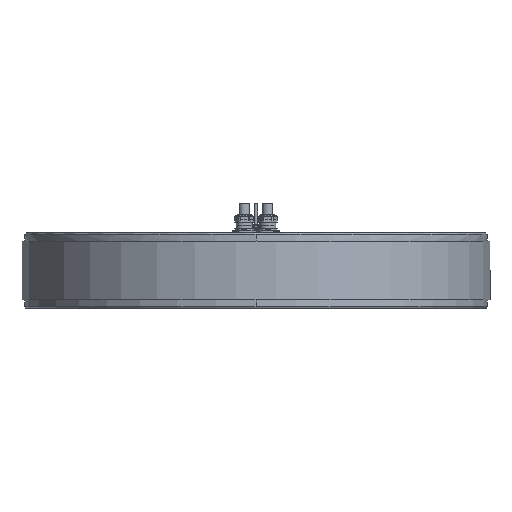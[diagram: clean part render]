
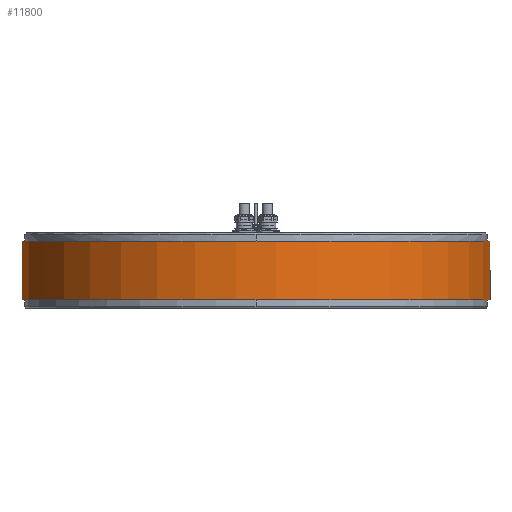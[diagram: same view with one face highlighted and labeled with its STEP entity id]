
A CAD part, front view. The second image highlights one B-rep face of the part: STEP entity #11800.
In plain terms, the highlighted cylindrical face has radius 403.5 mm (diameter 807 mm), a partial arc.
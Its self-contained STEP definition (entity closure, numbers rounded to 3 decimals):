
#576=CARTESIAN_POINT('',(0.,0.,-14.6));
#577=DIRECTION('',(0.,0.,1.));
#578=DIRECTION('',(-0.086,0.996,0.));
#579=AXIS2_PLACEMENT_3D('',#576,#577,#578);
#581=DIRECTION('',(0.,0.,1.));
#582=VECTOR('',#581,100.8);
#583=CARTESIAN_POINT('',(34.5,402.022,-115.4));
#584=LINE('',#583,#582);
#585=CARTESIAN_POINT('',(0.,0.,-115.4));
#586=DIRECTION('',(0.,0.,-1.));
#587=DIRECTION('',(0.086,0.996,0.));
#588=AXIS2_PLACEMENT_3D('',#585,#586,#587);
#590=DIRECTION('',(0.,0.,1.));
#591=VECTOR('',#590,100.8);
#592=CARTESIAN_POINT('',(-34.5,402.022,-115.4));
#593=LINE('',#592,#591);
#9382=CARTESIAN_POINT('',(-34.5,402.022,-115.4));
#9383=CARTESIAN_POINT('',(34.5,402.022,-115.4));
#9384=VERTEX_POINT('',#9382);
#9385=VERTEX_POINT('',#9383);
#9386=CARTESIAN_POINT('',(-34.5,402.022,-14.6));
#9387=CARTESIAN_POINT('',(34.5,402.022,-14.6));
#9388=VERTEX_POINT('',#9386);
#9389=VERTEX_POINT('',#9387);
#11789=CARTESIAN_POINT('',(0.,0.,-9.56));
#11790=DIRECTION('',(0.,0.,-1.));
#11791=DIRECTION('',(1.,0.,0.));
#11792=AXIS2_PLACEMENT_3D('',#11789,#11790,#11791);
#11793=CYLINDRICAL_SURFACE('',#11792,403.5);
#11794=ORIENTED_EDGE('',*,*,#11738,.T.);
#11795=ORIENTED_EDGE('',*,*,#11754,.F.);
#11796=ORIENTED_EDGE('',*,*,#11778,.T.);
#11797=ORIENTED_EDGE('',*,*,#11757,.T.);
#11798=EDGE_LOOP('',(#11794,#11795,#11796,#11797));
#11799=FACE_OUTER_BOUND('',#11798,.F.);
#11800=ADVANCED_FACE('',(#11799),#11793,.T.);
#580=CIRCLE('',#579,403.5);
#589=CIRCLE('',#588,403.5);
#11738=EDGE_CURVE('',#9388,#9389,#580,.T.);
#11754=EDGE_CURVE('',#9385,#9389,#584,.T.);
#11757=EDGE_CURVE('',#9384,#9388,#593,.T.);
#11778=EDGE_CURVE('',#9385,#9384,#589,.T.);
